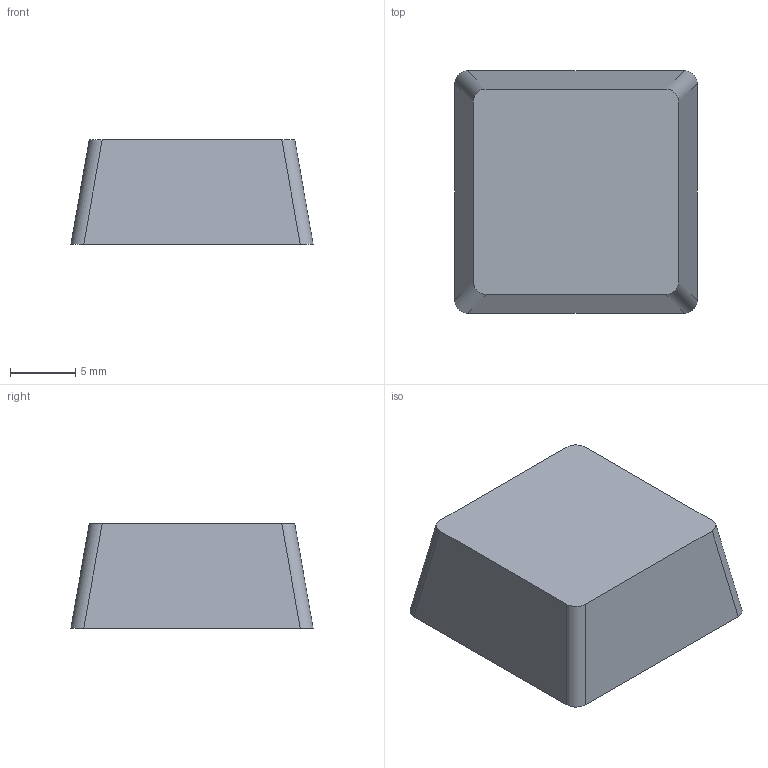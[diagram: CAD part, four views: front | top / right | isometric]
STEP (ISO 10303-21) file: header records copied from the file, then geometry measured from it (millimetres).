
FILE_DESCRIPTION(('FreeCAD Model'),'2;1');
FILE_NAME('Open CASCADE Shape Model','2025-03-12T21:41:49',(''),(''), 'Open CASCADE STEP processor 7.7','FreeCAD','Unknown');
FILE_SCHEMA(('AUTOMOTIVE_DESIGN { 1 0 10303 214 1 1 1 1 }'));
Length unit declared in the file: millimetre
Products named in the file (1): Body
Bounding box: 18.5 x 18.5 x 8 mm (x, y, z)
Volume: 1074.5 mm3; surface area: 1581.1 mm2
Topology: 1 solids, 1 shells, 42 faces, 103 edges, 62 vertices
Faces by surface type: plane 25, cylinder 13, sphere 3, bspline 1
Full cylindrical faces by diameter (mm): 5.5 x1
Entity records: 1293 total; most frequent: CARTESIAN_POINT 295, DIRECTION 203, ORIENTED_EDGE 198, EDGE_CURVE 99, LINE 73, VECTOR 73, AXIS2_PLACEMENT_3D 65, VERTEX_POINT 62
